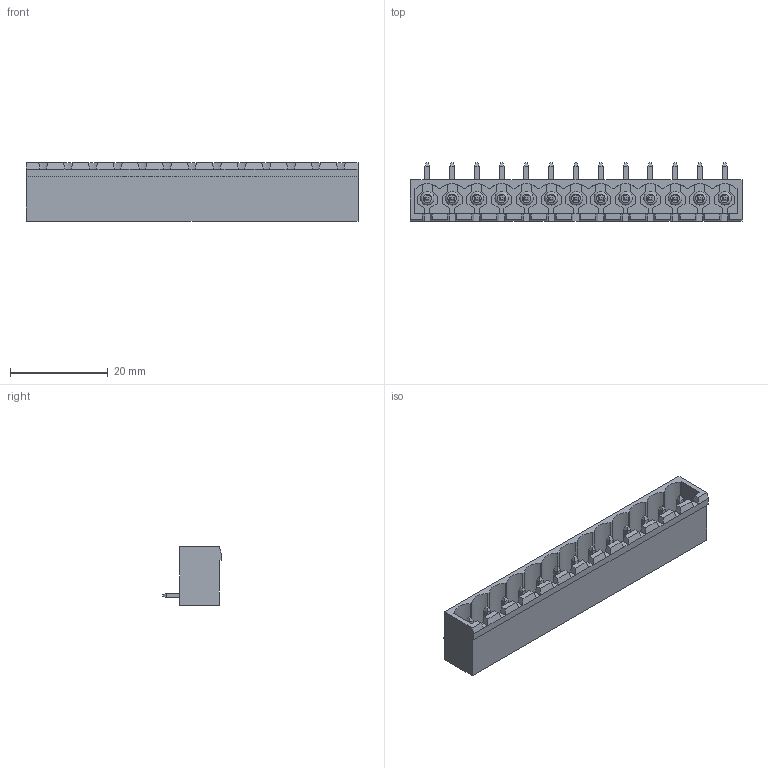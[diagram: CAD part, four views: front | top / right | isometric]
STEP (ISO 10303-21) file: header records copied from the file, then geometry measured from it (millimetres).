
FILE_DESCRIPTION( ( 'Unknown' ), '1' );
FILE_NAME( '691313510013.stp', 'Unknown', ( 'Unknown' ), ( 'Unknown' ), 'PSStep 15.0.49', 'Unknown', ' ' );
FILE_SCHEMA( ( 'AUTOMOTIVE_DESIGN { 1 0 10303 214 1 1 1 1 }' ) );
Length unit declared in the file: millimetre
Products named in the file (3): Assem1; 6913135100xx_PIN; 691311500113
Assembly tree (14 placements, depth 2):
  Assem1
    6913135100xx_PIN  x13
    691311500113
Bounding box: 68.04 x 12 x 12 mm (x, y, z)
Volume: 2800.8 mm3; surface area: 6283.2 mm2
Topology: 14 solids, 14 shells, 667 faces, 1787 edges, 1148 vertices
Faces by surface type: plane 615, cylinder 39, torus 13
Full cylindrical faces by diameter (mm): 2.75 x13
Entity records: 18637 total; most frequent: CARTESIAN_POINT 2653, ORIENTED_EDGE 2608, DIRECTION 2353, EDGE_CURVE 1304, LINE 1211, VECTOR 1211, VERTEX_POINT 871, AXIS2_PLACEMENT_3D 571
